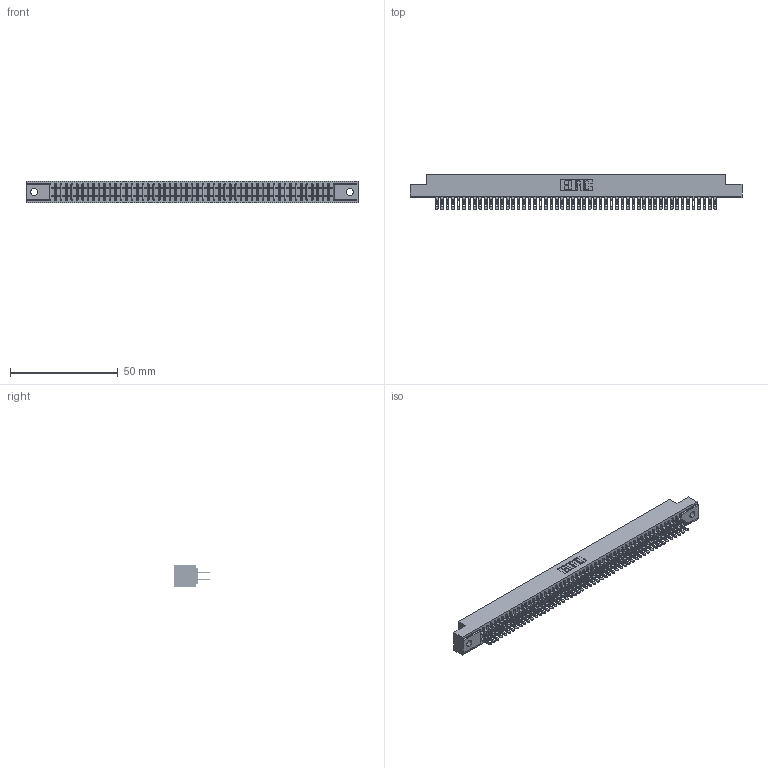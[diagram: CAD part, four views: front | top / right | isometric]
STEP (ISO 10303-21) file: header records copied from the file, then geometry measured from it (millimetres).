
FILE_DESCRIPTION (( 'STEP AP203' ), '1' );
FILE_NAME ('341-104-500-202.STEP', '2018-08-08T11:23:51', ( '' ), ( '' ), 'SwSTEP 2.0', 'SolidWorks 2016', '' );
FILE_SCHEMA (( 'CONFIG_CONTROL_DESIGN' ));
Length unit declared in the file: inch
Products named in the file (3): 341-292-001_341-292-100; 341-104-500-202; 341 Part_.128 (3.25) Dia Mounting Holes
Assembly tree (105 placements, depth 2):
  341-104-500-202
    341 Part_.128 (3.25) Dia Mounting Holes
    341-292-001_341-292-100  x104
Bounding box: 154.31 x 16.69 x 10.16 mm (x, y, z)
Volume: 11497.6 mm3; surface area: 21341.8 mm2
Topology: 105 solids, 105 shells, 6980 faces, 20232 edges, 13102 vertices
Faces by surface type: plane 4020, cylinder 2752, sphere 106, torus 102
Entity records: 61609 total; most frequent: CARTESIAN_POINT 10240, ORIENTED_EDGE 10176, DIRECTION 9934, EDGE_CURVE 5088, VECTOR 4118, LINE 4118, VERTEX_POINT 3214, AXIS2_PLACEMENT_3D 2908
